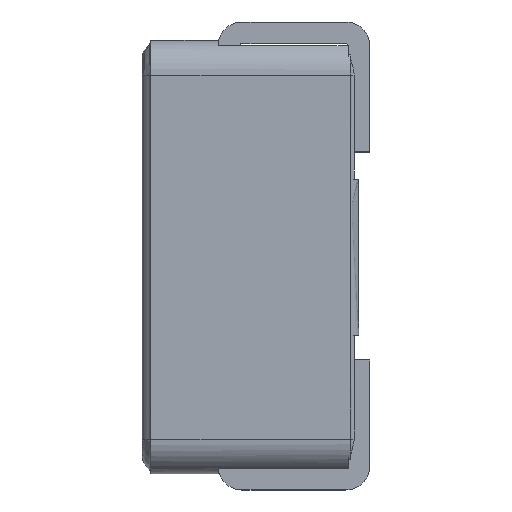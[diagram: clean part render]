
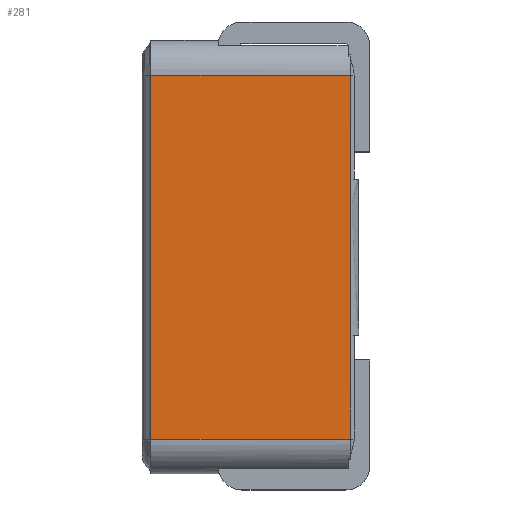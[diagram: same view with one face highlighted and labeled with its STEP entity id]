
A CAD part, left-side view. The second image highlights one B-rep face of the part: STEP entity #281.
In plain terms, the highlighted planar face has unit normal (-1, 0, 0).
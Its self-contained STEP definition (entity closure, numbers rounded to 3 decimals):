
#88 = CARTESIAN_POINT ( 'NONE',  ( -0.8, 1., 0.84 ) ) ;
#108 = ORIENTED_EDGE ( 'NONE', *, *, #1271, .F. ) ;
#128 = AXIS2_PLACEMENT_3D ( 'NONE', #1652, #1309, #263 ) ;
#263 = DIRECTION ( 'NONE',  ( 0., 0., -1. ) ) ;
#281 = ADVANCED_FACE ( 'NONE', ( #405 ), #1176, .F. ) ;
#287 = VERTEX_POINT ( 'NONE', #538 ) ;
#295 = CARTESIAN_POINT ( 'NONE',  ( -0.8, 0.04, -0.84 ) ) ;
#303 = EDGE_LOOP ( 'NONE', ( #1559, #1192, #1823, #108 ) ) ;
#362 = DIRECTION ( 'NONE',  ( 0., -1., 0. ) ) ;
#405 = FACE_OUTER_BOUND ( 'NONE', #303, .T. ) ;
#538 = CARTESIAN_POINT ( 'NONE',  ( -0.8, 0.04, 0.84 ) ) ;
#580 = CARTESIAN_POINT ( 'NONE',  ( -0.8, 0.96, -0.84 ) ) ;
#652 = CARTESIAN_POINT ( 'NONE',  ( -0.8, 1., -0.84 ) ) ;
#751 = EDGE_CURVE ( 'NONE', #287, #972, #1327, .T. ) ;
#753 = DIRECTION ( 'NONE',  ( 0., 0., 1. ) ) ;
#852 = VECTOR ( 'NONE', #753, 1000. ) ;
#889 = EDGE_CURVE ( 'NONE', #1405, #945, #1762, .T. ) ;
#932 = LINE ( 'NONE', #1512, #852 ) ;
#945 = VERTEX_POINT ( 'NONE', #295 ) ;
#972 = VERTEX_POINT ( 'NONE', #1816 ) ;
#1148 = LINE ( 'NONE', #1624, #1530 ) ;
#1176 = PLANE ( 'NONE',  #128 ) ;
#1192 = ORIENTED_EDGE ( 'NONE', *, *, #1734, .T. ) ;
#1271 = EDGE_CURVE ( 'NONE', #1405, #972, #932, .T. ) ;
#1309 = DIRECTION ( 'NONE',  ( 1., 0., 0. ) ) ;
#1327 = LINE ( 'NONE', #88, #1336 ) ;
#1331 = DIRECTION ( 'NONE',  ( 0., 0., 1. ) ) ;
#1336 = VECTOR ( 'NONE', #1743, 1000. ) ;
#1405 = VERTEX_POINT ( 'NONE', #580 ) ;
#1512 = CARTESIAN_POINT ( 'NONE',  ( -0.8, 0.96, -0.84 ) ) ;
#1530 = VECTOR ( 'NONE', #1331, 1000. ) ;
#1559 = ORIENTED_EDGE ( 'NONE', *, *, #889, .T. ) ;
#1624 = CARTESIAN_POINT ( 'NONE',  ( -0.8, 0.04, -0.84 ) ) ;
#1652 = CARTESIAN_POINT ( 'NONE',  ( -0.8, 1., -1. ) ) ;
#1734 = EDGE_CURVE ( 'NONE', #945, #287, #1148, .T. ) ;
#1743 = DIRECTION ( 'NONE',  ( 0., 1., 0. ) ) ;
#1762 = LINE ( 'NONE', #652, #1880 ) ;
#1816 = CARTESIAN_POINT ( 'NONE',  ( -0.8, 0.96, 0.84 ) ) ;
#1823 = ORIENTED_EDGE ( 'NONE', *, *, #751, .T. ) ;
#1880 = VECTOR ( 'NONE', #362, 1000. ) ;
